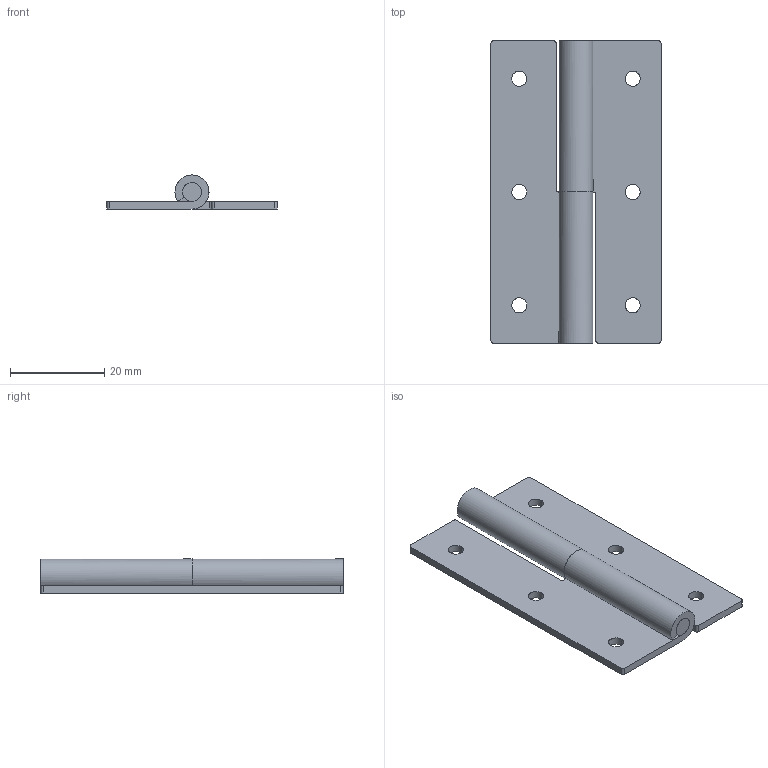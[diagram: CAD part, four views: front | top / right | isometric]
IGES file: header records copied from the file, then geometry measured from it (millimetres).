
Start section: ------------------------------------------------------------------------
Global section: file name: PC50.3596.TH_177_L_16883.igs; native system: spGate; preprocessor: ver17.5.2; author: Unknown; organization: Unknown; date: 210330.114821; units: millimetre
Bounding box: 36 x 64 x 7.2 mm (x, y, z)
Volume: 5523.3 mm3; surface area: 7395.9 mm2
Topology: 3 solids, 3 shells, 46 faces, 118 edges, 78 vertices
Faces by surface type: bspline 46
